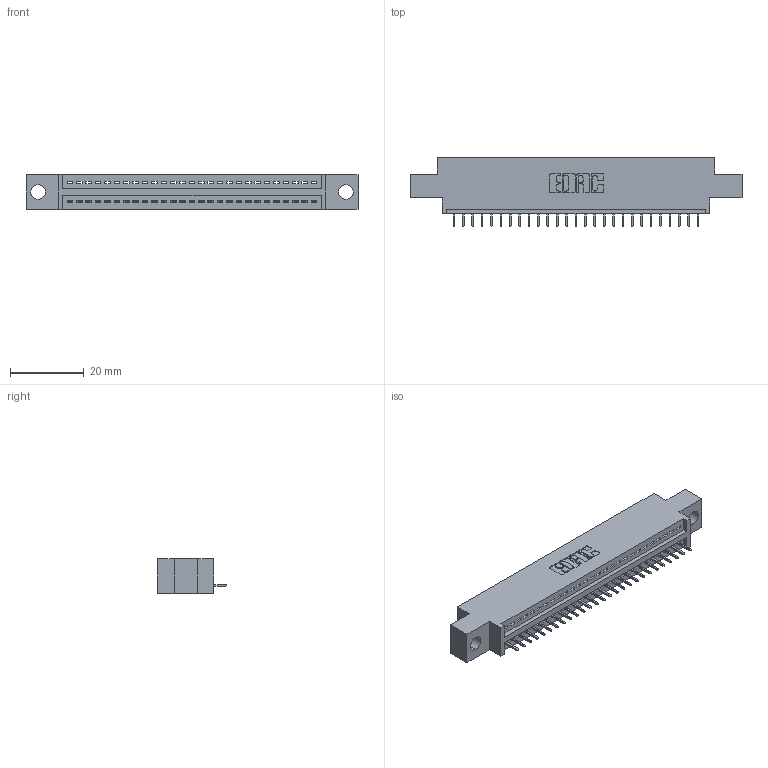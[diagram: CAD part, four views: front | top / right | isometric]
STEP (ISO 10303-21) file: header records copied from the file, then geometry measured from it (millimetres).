
FILE_DESCRIPTION (( 'STEP AP203' ), '1' );
FILE_NAME ('845-027-525-604.STEP', '2020-09-22T23:03:03', ( '' ), ( '' ), 'SwSTEP 2.0', 'SolidWorks 2020', '' );
FILE_SCHEMA (( 'CONFIG_CONTROL_DESIGN' ));
Length unit declared in the file: inch
Products named in the file (3): 345-292-001_345-293-125; 845 Part_0.170 Offset - 0.156 Dia-TH; 845-027-525-604
Assembly tree (28 placements, depth 2):
  845-027-525-604
    845 Part_0.170 Offset - 0.156 Dia-TH
    345-292-001_345-293-125  x27
Bounding box: 89.79 x 18.72 x 9.4 mm (x, y, z)
Volume: 8093.9 mm3; surface area: 10119.9 mm2
Topology: 28 solids, 28 shells, 1804 faces, 5213 edges, 3366 vertices
Faces by surface type: plane 1326, cylinder 478
Entity records: 22549 total; most frequent: CARTESIAN_POINT 3913, ORIENTED_EDGE 3874, DIRECTION 3439, EDGE_CURVE 1937, VECTOR 1701, LINE 1701, VERTEX_POINT 1286, AXIS2_PLACEMENT_3D 869
